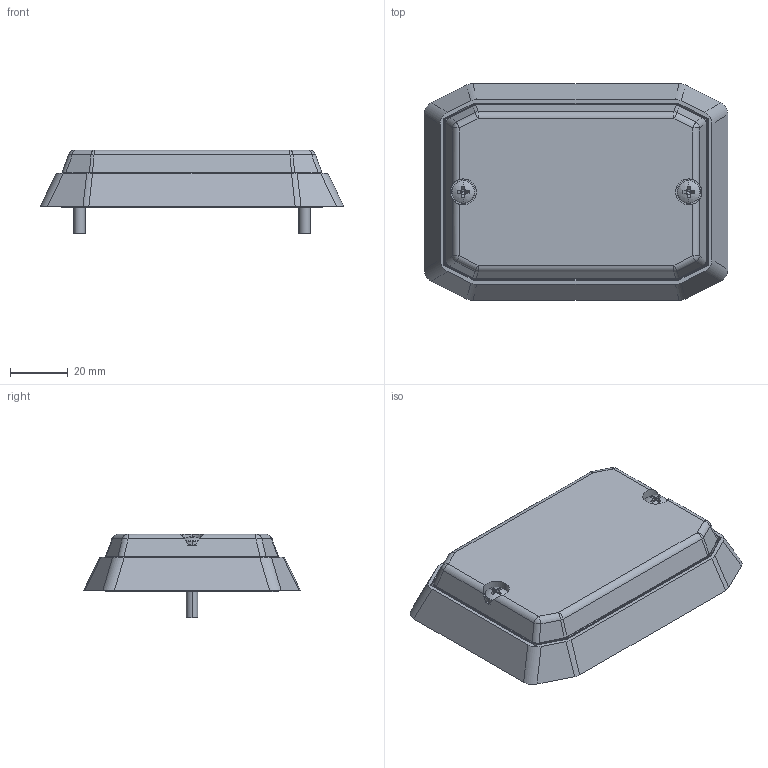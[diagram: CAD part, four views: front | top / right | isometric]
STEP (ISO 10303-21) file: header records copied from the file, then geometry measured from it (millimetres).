
FILE_DESCRIPTION (( 'STEP AP214' ), '1' );
FILE_NAME ('DK170803GB01-GD.STEP', '2018-04-24T12:58:55', ( '' ), ( '' ), 'SwSTEP 2.0', 'SolidWorks 2017', '' );
FILE_SCHEMA (( 'AUTOMOTIVE_DESIGN' ));
Length unit declared in the file: millimetre
Products named in the file (1): DK170803GB01-GD
Bounding box: 105 x 75 x 29 mm (x, y, z)
Volume: 64661.1 mm3; surface area: 50603.7 mm2
Topology: 1 solids, 2 shells, 976 faces, 2358 edges, 1426 vertices
Faces by surface type: cylinder 467, plane 222, torus 165, bspline 76, cone 26, sphere 20
Entity records: 40418 total; most frequent: CARTESIAN_POINT 7114, DIRECTION 4990, ORIENTED_EDGE 4708, EDGE_CURVE 2354, AXIS2_PLACEMENT_3D 2046, VERTEX_POINT 1426, CIRCLE 1145, EDGE_LOOP 1024
